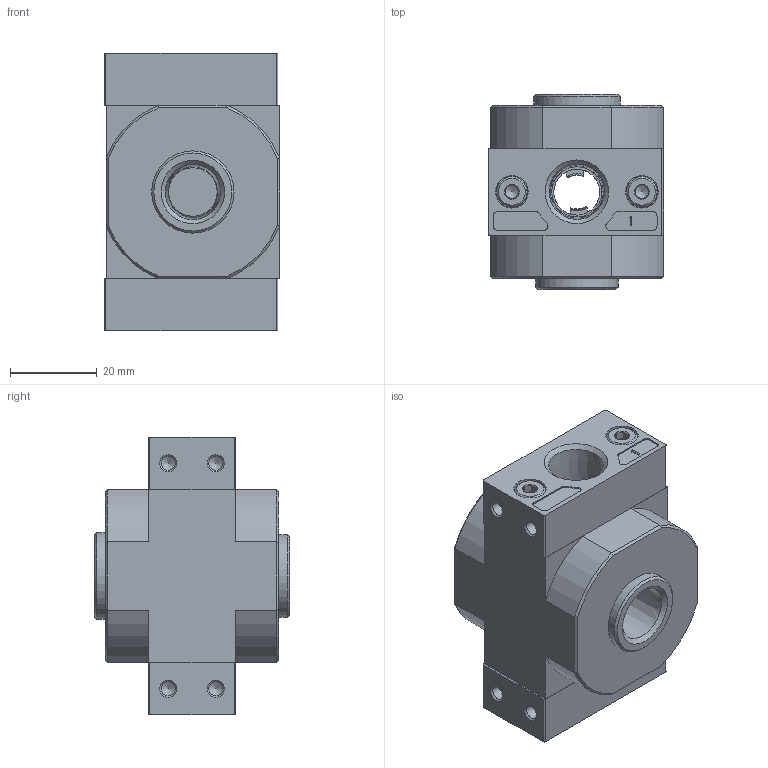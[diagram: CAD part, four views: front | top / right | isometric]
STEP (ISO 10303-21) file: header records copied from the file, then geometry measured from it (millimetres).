
FILE_DESCRIPTION(/* description */ ('STEP AP214'),/* implementation_level */ '2;1');
FILE_NAME(/* name */ '173925_FRM-1_4-D-MINI-NPT',/* time_stamp */ '2024-08-28T18:44:58+02:00',/* author */ ('License CC BY-ND 4.0'),/* organization */ ('CADENAS'),/* preprocessor_version */ 'ST-DEVELOPER v19.3',/* originating_system */ 'PARTsolutions',/* authorisation */ ' ');
FILE_SCHEMA (('AUTOMOTIVE_DESIGN {1 0 10303 214 3 1 1}'));
Length unit declared in the file: millimetre
Products named in the file (7): 173925 FRM-1/4-D-MINI-NPT; 733306 FRM-...-D-MINI-NPT; 359787 LF-D-MINI; 679800 PBL-1/4-D-MINI-R-NPT--P1; DIN-912 - M4x16(F); 679799 PBL-1/4-D-MINI-L-NPT--P1; 174165 B-1/4-NPT
Assembly tree (10 placements, depth 2):
  173925 FRM-1/4-D-MINI-NPT
    733306 FRM-...-D-MINI-NPT
    359787 LF-D-MINI  x2
    679800 PBL-1/4-D-MINI-R-NPT--P1
    DIN-912 - M4x16(F)  x4
    679799 PBL-1/4-D-MINI-L-NPT--P1
    174165 B-1/4-NPT
Bounding box: 40.4 x 45 x 64 mm (x, y, z)
Volume: 67347 mm3; surface area: 25617.3 mm2
Topology: 10 solids, 11 shells, 366 faces, 809 edges, 488 vertices
Faces by surface type: plane 170, cone 107, cylinder 86, torus 3
Full cylindrical faces by diameter (mm): 3.242 x8, 4 x4, 5.2 x4, 6.3 x4, 6.35 x1, 6.5 x2, 7 x4, 10.6 x1, 11.6 x1, 12.01 x1, 15.6 x1, 15.7 x1, 16.2 x1, 18.1 x1, 19 x2, 19.1 x1, 20 x1, 37 x1
Entity records: 8028 total; most frequent: CARTESIAN_POINT 1376, DIRECTION 1272, ORIENTED_EDGE 1050, EDGE_CURVE 525, AXIS2_PLACEMENT_3D 511, FACE_BOUND 394, EDGE_LOOP 386, VERTEX_POINT 379
